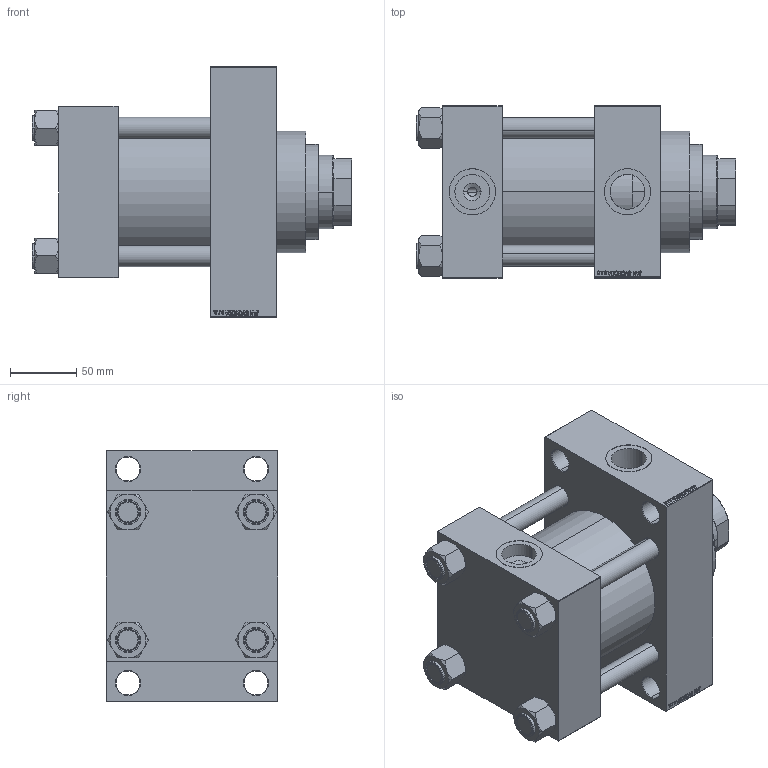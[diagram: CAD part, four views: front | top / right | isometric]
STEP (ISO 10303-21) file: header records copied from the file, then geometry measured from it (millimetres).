
FILE_DESCRIPTION (( 'STEP AP203' ), '1' );
FILE_NAME ('2eeb.STEP', '2024-05-21T06:34:22', ( '' ), ( '' ), 'SwSTEP 2.0', 'SolidWorks 2019', '' );
FILE_SCHEMA (( 'CONFIG_CONTROL_DESIGN' ));
Length unit declared in the file: millimetre
Products named in the file (6): 2eeb; V215CR_D_TYCINKA aaa5e5290dd8d5d6ba7f1b36d4b4ca36; V215CR_D_Body aaa5e5290dd8d5d6ba7f1b36d4b4ca36; V215CR_VCP_D aaa5e5290dd8d5d6ba7f1b36d4b4ca36; V215_VC_A aaa5e5290dd8d5d6ba7f1b36d4b4ca36; NUT_M5_D aaa5e5290dd8d5d6ba7f1b36d4b4ca36
Assembly tree (11 placements, depth 2):
  2eeb
    V215CR_D_Body aaa5e5290dd8d5d6ba7f1b36d4b4ca36
    V215CR_VCP_D aaa5e5290dd8d5d6ba7f1b36d4b4ca36
    NUT_M5_D aaa5e5290dd8d5d6ba7f1b36d4b4ca36  x4
    V215CR_D_TYCINKA aaa5e5290dd8d5d6ba7f1b36d4b4ca36  x4
    V215_VC_A aaa5e5290dd8d5d6ba7f1b36d4b4ca36
Bounding box: 242 x 130 x 190 mm (x, y, z)
Volume: 2623808.9 mm3; surface area: 361339 mm2
Topology: 11 solids, 11 shells, 1151 faces, 2911 edges, 1893 vertices
Faces by surface type: plane 545, bspline 368, cone 142, cylinder 88, torus 8
Entity records: 47763 total; most frequent: CARTESIAN_POINT 25232, ORIENTED_EDGE 5086, DIRECTION 3267, EDGE_CURVE 2543, VERTEX_POINT 1671, VECTOR 1527, LINE 1527, EDGE_LOOP 1126
